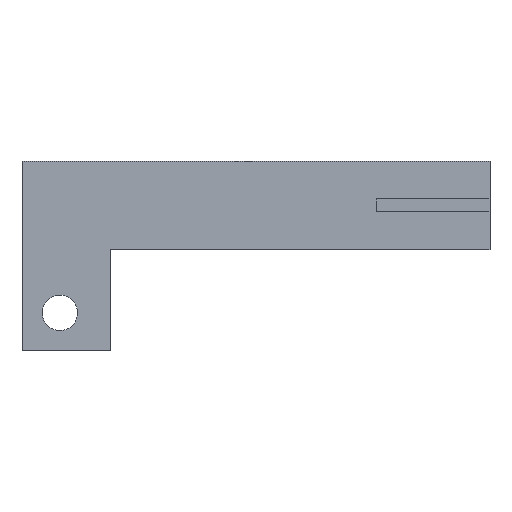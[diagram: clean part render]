
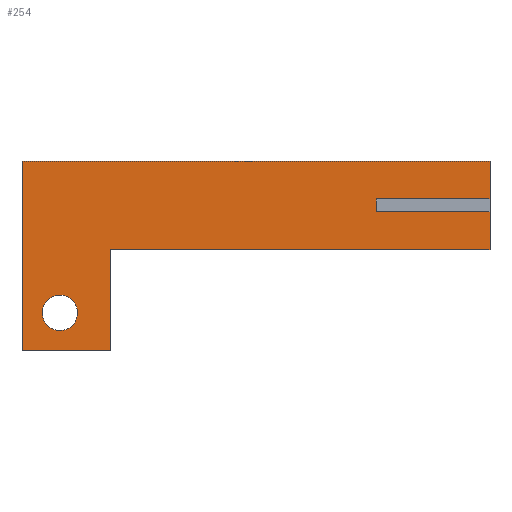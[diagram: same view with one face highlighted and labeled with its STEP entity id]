
A CAD part, top view. The second image highlights one B-rep face of the part: STEP entity #254.
In plain terms, the highlighted planar face has unit normal (0, 0, 1).
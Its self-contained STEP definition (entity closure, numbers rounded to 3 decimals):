
#15=FACE_BOUND('',#45,.T.);
#17=CIRCLE('',#276,1.4);
#31=FACE_OUTER_BOUND('',#44,.T.);
#44=EDGE_LOOP('',(#213,#214,#215,#216,#217,#218,#219,#220,#221,#222));
#45=EDGE_LOOP('',(#223));
#53=LINE('',#362,#84);
#56=LINE('',#367,#87);
#58=LINE('',#372,#89);
#62=LINE('',#379,#93);
#63=LINE('',#381,#94);
#67=LINE('',#395,#98);
#70=LINE('',#399,#101);
#72=LINE('',#404,#103);
#75=LINE('',#410,#106);
#78=LINE('',#414,#109);
#84=VECTOR('',#296,10.);
#87=VECTOR('',#301,10.);
#89=VECTOR('',#305,10.);
#93=VECTOR('',#309,10.);
#94=VECTOR('',#312,10.);
#98=VECTOR('',#324,10.);
#101=VECTOR('',#329,10.);
#103=VECTOR('',#333,10.);
#106=VECTOR('',#338,10.);
#109=VECTOR('',#343,10.);
#114=VERTEX_POINT('',#359);
#115=VERTEX_POINT('',#361);
#116=VERTEX_POINT('',#365);
#117=VERTEX_POINT('',#369);
#118=VERTEX_POINT('',#371);
#121=VERTEX_POINT('',#377);
#122=VERTEX_POINT('',#383);
#126=VERTEX_POINT('',#392);
#127=VERTEX_POINT('',#394);
#129=VERTEX_POINT('',#403);
#131=VERTEX_POINT('',#409);
#137=EDGE_CURVE('',#115,#114,#53,.T.);
#140=EDGE_CURVE('',#114,#116,#56,.T.);
#142=EDGE_CURVE('',#117,#118,#58,.T.);
#146=EDGE_CURVE('',#121,#116,#62,.T.);
#147=EDGE_CURVE('',#117,#115,#63,.T.);
#148=EDGE_CURVE('',#122,#122,#17,.T.);
#153=EDGE_CURVE('',#127,#126,#67,.T.);
#156=EDGE_CURVE('',#127,#121,#70,.T.);
#158=EDGE_CURVE('',#129,#118,#72,.T.);
#161=EDGE_CURVE('',#131,#129,#75,.T.);
#164=EDGE_CURVE('',#126,#131,#78,.T.);
#213=ORIENTED_EDGE('',*,*,#140,.T.);
#214=ORIENTED_EDGE('',*,*,#146,.F.);
#215=ORIENTED_EDGE('',*,*,#156,.F.);
#216=ORIENTED_EDGE('',*,*,#153,.T.);
#217=ORIENTED_EDGE('',*,*,#164,.T.);
#218=ORIENTED_EDGE('',*,*,#161,.T.);
#219=ORIENTED_EDGE('',*,*,#158,.T.);
#220=ORIENTED_EDGE('',*,*,#142,.F.);
#221=ORIENTED_EDGE('',*,*,#147,.T.);
#222=ORIENTED_EDGE('',*,*,#137,.T.);
#223=ORIENTED_EDGE('',*,*,#148,.T.);
#241=PLANE('',#283);
#254=ADVANCED_FACE('',(#31,#15),#241,.T.);
#276=AXIS2_PLACEMENT_3D('',#384,#315,#316);
#283=AXIS2_PLACEMENT_3D('',#415,#344,#345);
#296=DIRECTION('',(0.,1.,0.));
#301=DIRECTION('',(1.,0.,0.));
#305=DIRECTION('',(0.,-1.,0.));
#309=DIRECTION('',(0.,-1.,0.));
#312=DIRECTION('',(-1.,0.,0.));
#315=DIRECTION('center_axis',(0.,0.,-1.));
#316=DIRECTION('ref_axis',(1.,0.,0.));
#324=DIRECTION('',(0.,-1.,0.));
#329=DIRECTION('',(1.,0.,0.));
#333=DIRECTION('',(1.,0.,0.));
#338=DIRECTION('',(0.,1.,0.));
#343=DIRECTION('',(1.,0.,0.));
#344=DIRECTION('center_axis',(0.,0.,1.));
#345=DIRECTION('ref_axis',(1.,0.,0.));
#359=CARTESIAN_POINT('',(11.5,0.5,2.));
#361=CARTESIAN_POINT('',(11.5,-0.5,2.));
#362=CARTESIAN_POINT('',(11.5,-2.,2.));
#365=CARTESIAN_POINT('',(20.5,0.5,2.));
#367=CARTESIAN_POINT('',(16.5,0.5,2.));
#369=CARTESIAN_POINT('',(20.5,-0.5,2.));
#371=CARTESIAN_POINT('',(20.5,-3.5,2.));
#372=CARTESIAN_POINT('',(20.5,3.5,2.));
#377=CARTESIAN_POINT('',(20.5,3.5,2.));
#379=CARTESIAN_POINT('',(20.5,3.5,2.));
#381=CARTESIAN_POINT('',(8.25,-0.5,2.));
#383=CARTESIAN_POINT('',(-14.9,-8.5,2.));
#384=CARTESIAN_POINT('Origin',(-13.5,-8.5,2.));
#392=CARTESIAN_POINT('',(-16.5,-11.5,2.));
#394=CARTESIAN_POINT('',(-16.5,3.5,2.));
#395=CARTESIAN_POINT('',(-16.5,-11.5,2.));
#399=CARTESIAN_POINT('',(16.5,3.5,2.));
#403=CARTESIAN_POINT('',(-9.5,-3.5,2.));
#404=CARTESIAN_POINT('',(16.5,-3.5,2.));
#409=CARTESIAN_POINT('',(-9.5,-11.5,2.));
#410=CARTESIAN_POINT('',(-9.5,3.5,2.));
#414=CARTESIAN_POINT('',(-9.5,-11.5,2.));
#415=CARTESIAN_POINT('Origin',(0.,-4.,2.));
